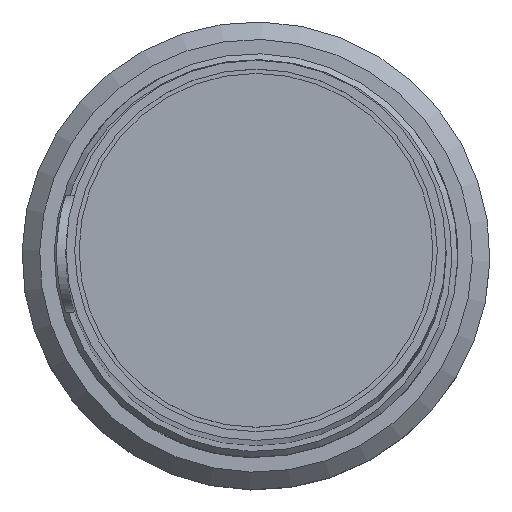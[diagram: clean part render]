
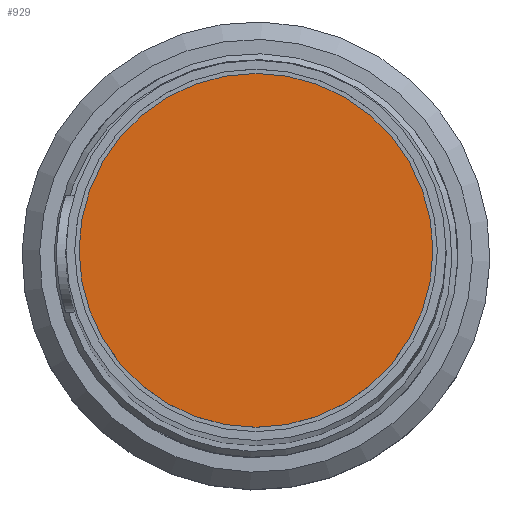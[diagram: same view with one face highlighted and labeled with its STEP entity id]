
A CAD part, top view. The second image highlights one B-rep face of the part: STEP entity #929.
In plain terms, the highlighted planar face has unit normal (0, 0, 1).
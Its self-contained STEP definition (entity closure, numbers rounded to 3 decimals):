
#141=CIRCLE('',#1052,3.025);
#171=PLANE('',#1051);
#267=FACE_OUTER_BOUND('',#374,.T.);
#374=EDGE_LOOP('',(#745));
#503=VERTEX_POINT('',#1736);
#590=EDGE_CURVE('',#503,#503,#141,.T.);
#745=ORIENTED_EDGE('',*,*,#590,.T.);
#929=ADVANCED_FACE('',(#267),#171,.T.);
#1051=AXIS2_PLACEMENT_3D('',#1735,#1277,#1278);
#1052=AXIS2_PLACEMENT_3D('',#1737,#1279,#1280);
#1277=DIRECTION('center_axis',(0.,0.,
1.));
#1278=DIRECTION('ref_axis',(1.,0.,0.));
#1279=DIRECTION('center_axis',(0.,0.,
1.));
#1280=DIRECTION('ref_axis',(-1.,0.,0.));
#1735=CARTESIAN_POINT('Origin',(0.,0.,
50.5));
#1736=CARTESIAN_POINT('',(3.025,0.,50.5));
#1737=CARTESIAN_POINT('Origin',(0.,0.,
50.5));
